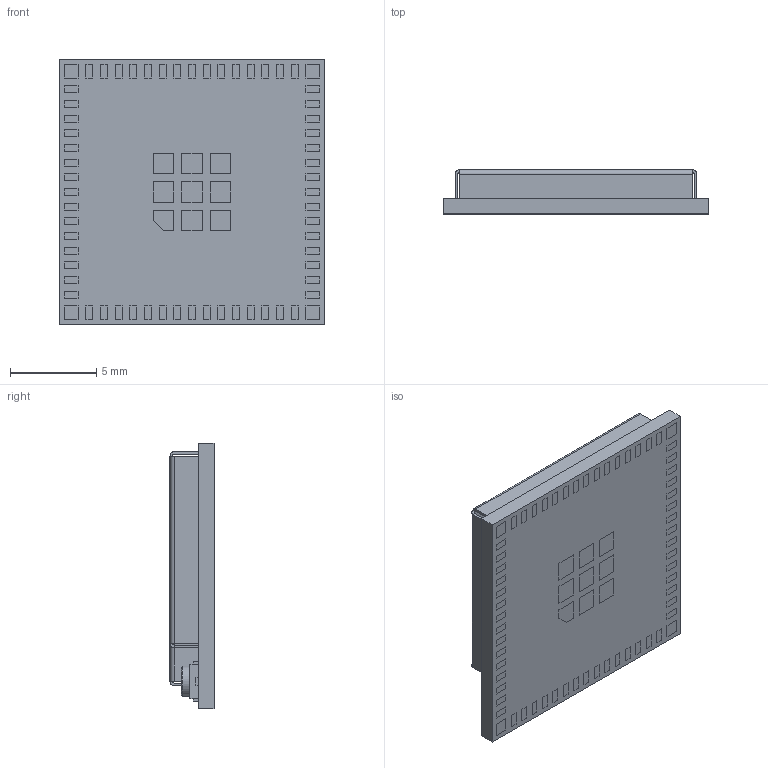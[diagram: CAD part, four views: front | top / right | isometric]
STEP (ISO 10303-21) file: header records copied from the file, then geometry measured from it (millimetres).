
FILE_DESCRIPTION (( 'STEP AP214' ), '1' );
FILE_NAME ('ESP32-S2-MINI-1U.STEP', '2021-03-24T04:14:51', ( '' ), ( '' ), 'SwSTEP 2.0', 'SolidWorks 2017', '' );
FILE_SCHEMA (( 'AUTOMOTIVE_DESIGN' ));
Length unit declared in the file: millimetre
Products named in the file (1): ESP32-S2-MINI-1U
Bounding box: 15.4 x 2.55 x 15.4 mm (x, y, z)
Volume: 253.6 mm3; surface area: 1172.6 mm2
Topology: 81 solids, 81 shells, 919 faces, 2011 edges, 1328 vertices
Faces by surface type: plane 891, cylinder 22, cone 6
Entity records: 25369 total; most frequent: CARTESIAN_POINT 4259, ORIENTED_EDGE 4022, DIRECTION 3901, EDGE_CURVE 2011, VECTOR 1961, LINE 1961, VERTEX_POINT 1328, EDGE_LOOP 995
